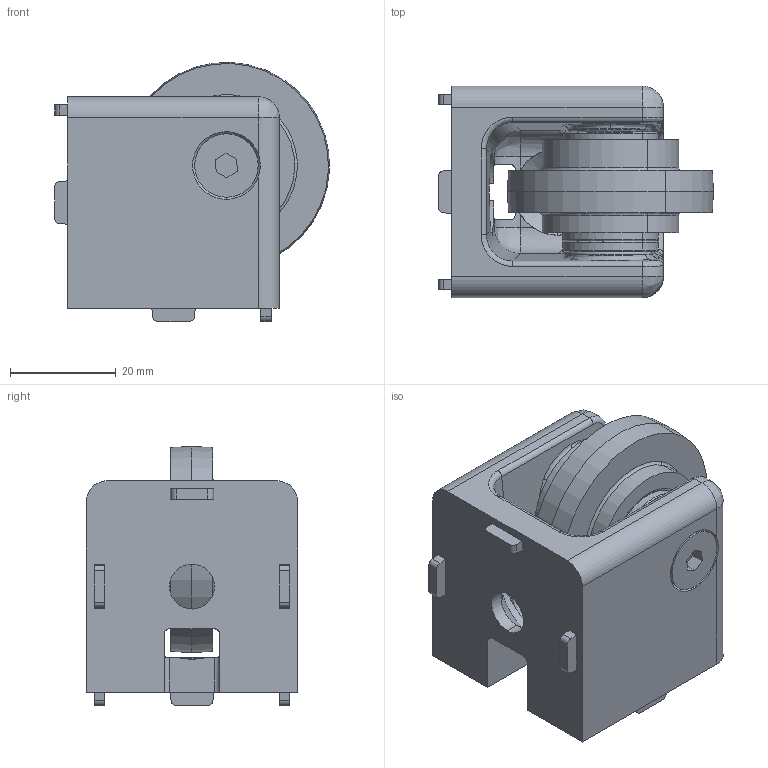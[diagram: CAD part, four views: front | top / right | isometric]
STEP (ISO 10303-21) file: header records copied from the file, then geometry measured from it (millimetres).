
FILE_DESCRIPTION (( 'STEP AP214' ), '1' );
FILE_NAME ('7228820', '2019-02-01T14:38:16', ( '' ), ('JUGARD+KÜNSTNER GmbH'), 'SwSTEP 2.0', 'SolidWorks 2017', '' );
FILE_SCHEMA (( 'AUTOMOTIVE_DESIGN' ));
Length unit declared in the file: millimetre
Products named in the file (5): Kopie von Revolve1_2^7228820; Kopie von Achse_2^7228820; Kopie von ST-F_X2_00FC_X0_hrungssatz-8 40_40^7228820; 7228820_CNAJF00; Kopie von Rolle_2^7228820
Assembly tree (6 placements, depth 2):
  7228820_CNAJF00
    Kopie von ST-F_X2_00FC_X0_hrungssatz-8 40_40^7228820
    Kopie von Achse_2^7228820
    Kopie von Rolle_2^7228820
    Kopie von Revolve1_2^7228820  x3
Bounding box: 51.98 x 40 x 48.98 mm (x, y, z)
Volume: 47616 mm3; surface area: 19150.9 mm2
Topology: 6 solids, 6 shells, 225 faces, 554 edges, 345 vertices
Faces by surface type: cylinder 89, plane 73, bspline 49, cone 14
Entity records: 8328 total; most frequent: CARTESIAN_POINT 3429, ORIENTED_EDGE 1024, DIRECTION 942, EDGE_CURVE 512, AXIS2_PLACEMENT_3D 353, VERTEX_POINT 321, VECTOR 236, LINE 236
